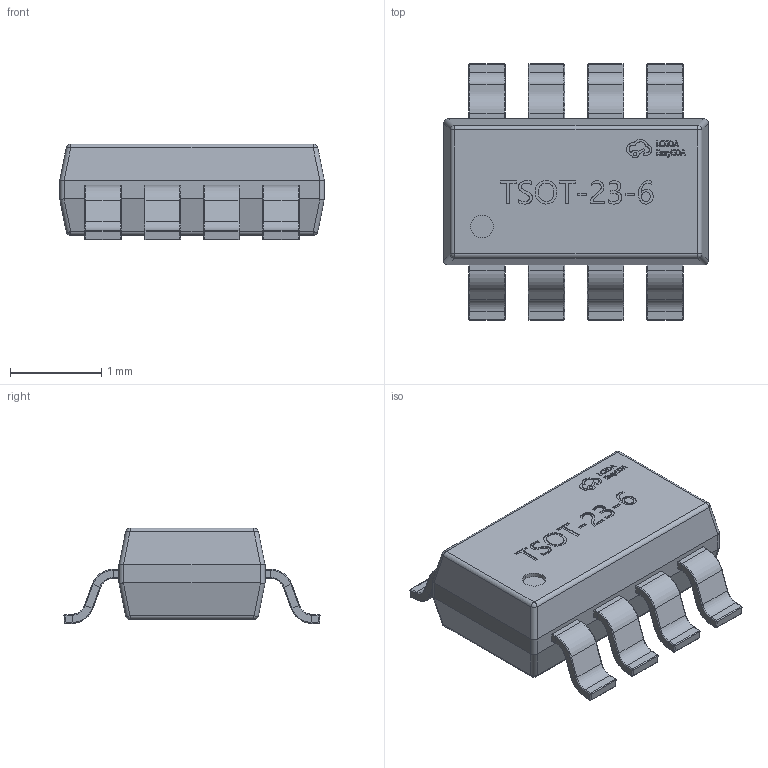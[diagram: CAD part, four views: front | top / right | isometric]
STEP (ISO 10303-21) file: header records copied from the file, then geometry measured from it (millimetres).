
FILE_DESCRIPTION(('FreeCAD Model'),'2;1');
FILE_NAME('Open CASCADE Shape Model','2023-11-03T15:35:55',('Author'),( ''),'Open CASCADE STEP processor 7.6','FreeCAD','Unknown');
FILE_SCHEMA(('AUTOMOTIVE_DESIGN { 1 0 10303 214 1 1 1 1 }'));
Length unit declared in the file: millimetre
Products named in the file (24): TSOT-23-8_L2.9-W1.6-P0.65-LS2.8-BL; COMPOUND023; COMPOUND001; COMPOUND002; COMPOUND003; COMPOUND004; COMPOUND005; COMPOUND006; COMPOUND007; COMPOUND008; COMPOUND009; COMPOUND010; COMPOUND011; COMPOUND012; COMPOUND013; COMPOUND014; COMPOUND015; COMPOUND016; COMPOUND017; COMPOUND018; COMPOUND019; COMPOUND020; COMPOUND021; COMPOUND022
Assembly tree (23 placements, depth 3):
  TSOT-23-8_L2.9-W1.6-P0.65-LS2.8-BL
    COMPOUND023
      COMPOUND001
      COMPOUND002
      COMPOUND003
      COMPOUND004
      COMPOUND005
      COMPOUND006
      COMPOUND007
      COMPOUND008
      COMPOUND009
      COMPOUND010
      COMPOUND011
      COMPOUND012
      COMPOUND013
      COMPOUND014
      COMPOUND015
      COMPOUND016
      COMPOUND017
      COMPOUND018
      COMPOUND019
      COMPOUND020
      COMPOUND021
      COMPOUND022
Bounding box: 2.9 x 2.81 x 1.05 mm (x, y, z)
Volume: 4.6 mm3; surface area: 24.2 mm2
Topology: 22 solids, 22 shells, 845 faces, 1994 edges, 1196 vertices
Faces by surface type: plane 387, cylinder 182, bspline 164, torus 64, sphere 48
Entity records: 29958 total; most frequent: CARTESIAN_POINT 9583, ORIENTED_EDGE 3956, DIRECTION 3476, EDGE_CURVE 1978, VERTEX_POINT 1196, LINE 1178, VECTOR 1178, AXIS2_PLACEMENT_3D 1149
